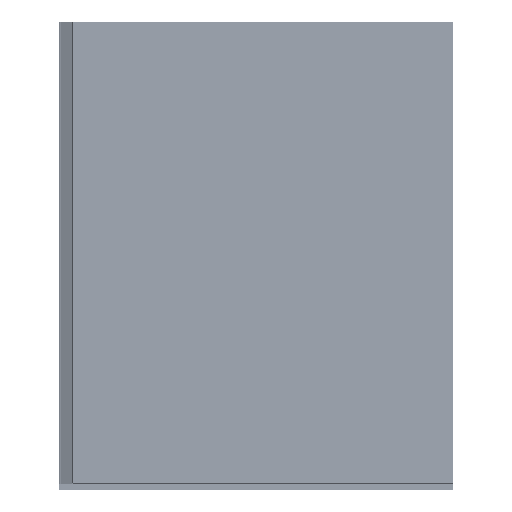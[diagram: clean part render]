
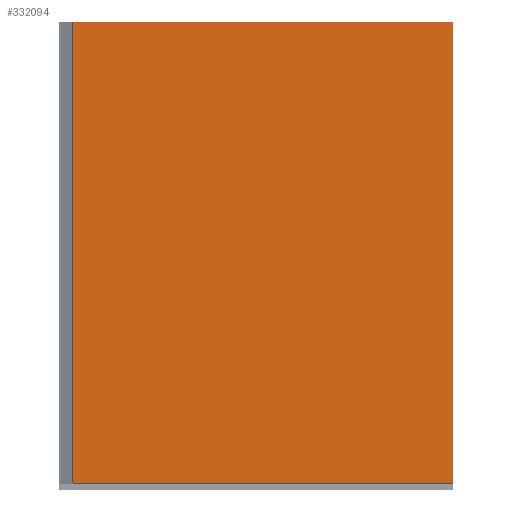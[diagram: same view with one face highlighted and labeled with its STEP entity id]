
A CAD part, left-side view. The second image highlights one B-rep face of the part: STEP entity #332094.
In plain terms, the highlighted free-form (B-spline) face has degree [1, 1] with [2, 2] control points.
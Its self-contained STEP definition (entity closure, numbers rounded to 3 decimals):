
#331801=CARTESIAN_POINT('',(373.88,772.419,590.5));
#331802=VERTEX_POINT('',#331801);
#331803=CARTESIAN_POINT('',(373.88,1251.965,590.5));
#331804=VERTEX_POINT('',#331803);
#331805=CARTESIAN_POINT('',(373.88,772.419,590.5));
#331806=DIRECTION('',(0.0,1.0,0.0));
#331807=VECTOR('',#331806,479.545);
#331808=LINE('',#331805,#331807);
#331809=EDGE_CURVE('',#331802,#331804,#331808,.T.);
#331849=CARTESIAN_POINT('',(373.88,1252.212,590.277));
#331850=VERTEX_POINT('',#331849);
#331851=CARTESIAN_POINT('',(373.88,1251.965,590.5));
#331852=DIRECTION('',(0.0,0.743,-0.669));
#331853=VECTOR('',#331852,0.333);
#331854=LINE('',#331851,#331853);
#331855=EDGE_CURVE('',#331804,#331850,#331854,.T.);
#331888=CARTESIAN_POINT('',(373.88,1252.212,8.723));
#331889=VERTEX_POINT('',#331888);
#331890=CARTESIAN_POINT('',(373.88,1252.212,590.277));
#331891=DIRECTION('',(0.0,0.0,-1.0));
#331892=VECTOR('',#331891,581.555);
#331893=LINE('',#331890,#331892);
#331894=EDGE_CURVE('',#331850,#331889,#331893,.T.);
#331920=CARTESIAN_POINT('',(373.88,1251.965,8.5));
#331921=VERTEX_POINT('',#331920);
#331928=CARTESIAN_POINT('',(373.88,1252.212,8.723));
#331929=DIRECTION('',(0.0,-0.743,-0.669));
#331930=VECTOR('',#331929,0.333);
#331931=LINE('',#331928,#331930);
#331932=EDGE_CURVE('',#331889,#331921,#331931,.T.);
#331950=CARTESIAN_POINT('',(373.88,772.419,8.5));
#331951=VERTEX_POINT('',#331950);
#331958=CARTESIAN_POINT('',(373.88,1251.965,8.5));
#331959=DIRECTION('',(0.0,-1.0,0.0));
#331960=VECTOR('',#331959,479.545);
#331961=LINE('',#331958,#331960);
#331962=EDGE_CURVE('',#331921,#331951,#331961,.T.);
#331975=CARTESIAN_POINT('',(373.88,772.212,8.707));
#331976=VERTEX_POINT('',#331975);
#331983=CARTESIAN_POINT('',(373.88,772.419,8.5));
#331984=DIRECTION('',(0.0,-0.707,0.707));
#331985=VECTOR('',#331984,0.293);
#331986=LINE('',#331983,#331985);
#331987=EDGE_CURVE('',#331951,#331976,#331986,.T.);
#331999=CARTESIAN_POINT('',(373.88,772.212,590.293));
#332000=VERTEX_POINT('',#331999);
#332007=CARTESIAN_POINT('',(373.88,772.212,8.707));
#332008=DIRECTION('',(0.0,0.0,1.0));
#332009=VECTOR('',#332008,581.586);
#332010=LINE('',#332007,#332009);
#332011=EDGE_CURVE('',#331976,#332000,#332010,.T.);
#332029=CARTESIAN_POINT('',(373.88,772.212,590.293));
#332030=DIRECTION('',(0.0,0.707,0.707));
#332031=VECTOR('',#332030,0.293);
#332032=LINE('',#332029,#332031);
#332033=EDGE_CURVE('',#332000,#331802,#332032,.T.);
#332079=CARTESIAN_POINT('',(373.88,1252.212,8.5));
#332080=CARTESIAN_POINT('',(373.88,772.212,8.5));
#332081=CARTESIAN_POINT('',(373.88,1252.212,590.5));
#332082=CARTESIAN_POINT('',(373.88,772.212,590.5));
#332083=B_SPLINE_SURFACE_WITH_KNOTS('',1,1,((#332079,#332081),(#332080,#332082)),.UNSPECIFIED.,.F.,.F.,.U.,(2,2),(2,2),(0.0,480.),(0.0,582.),.UNSPECIFIED.);
#332084=ORIENTED_EDGE('',*,*,#331809,.T.);
#332085=ORIENTED_EDGE('',*,*,#331855,.T.);
#332086=ORIENTED_EDGE('',*,*,#331894,.T.);
#332087=ORIENTED_EDGE('',*,*,#331932,.T.);
#332088=ORIENTED_EDGE('',*,*,#331962,.T.);
#332089=ORIENTED_EDGE('',*,*,#331987,.T.);
#332090=ORIENTED_EDGE('',*,*,#332011,.T.);
#332091=ORIENTED_EDGE('',*,*,#332033,.T.);
#332092=EDGE_LOOP('',(#332084,#332085,#332086,#332087,#332088,#332089,#332090,#332091));
#332093=FACE_OUTER_BOUND('',#332092,.T.);
#332094=ADVANCED_FACE('',(#332093),#332083,.T.);
